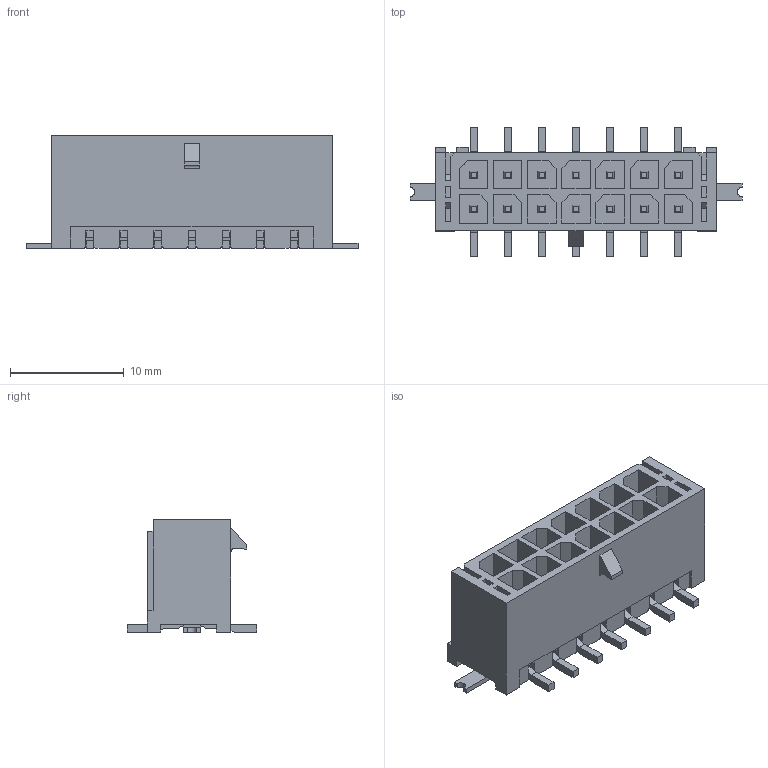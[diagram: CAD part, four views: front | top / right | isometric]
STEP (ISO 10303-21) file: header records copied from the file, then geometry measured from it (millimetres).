
FILE_DESCRIPTION(/* description */ ('Unknown'),/* implementation_level */ '2;1');
FILE_NAME(/* name */ 'J_Wurth_WR-MPC3_662014231822',/* time_stamp */ '2025-06-06T09:43:14+08:00',/* author */ ('Unknown'),/* organization */ ('Unknown'),/* preprocessor_version */ 'ST-DEVELOPER v19.4',/* originating_system */ 'Solid Edge',/* authorisation */ 'Unknown');
FILE_SCHEMA (('AUTOMOTIVE_DESIGN {1 0 10303 214 3 1 1}'));
Length unit declared in the file: millimetre
Products named in the file (2): J_Wurth_WR-MPC3_662014231822
Assembly tree (1 placements, depth 2):
  J_Wurth_WR-MPC3_662014231822
    J_Wurth_WR-MPC3_662014231822
Bounding box: 29.2 x 11.4 x 9.9 mm (x, y, z)
Volume: 983 mm3; surface area: 2880.9 mm2
Topology: 17 solids, 17 shells, 705 faces, 1978 edges, 1300 vertices
Faces by surface type: plane 670, cylinder 35
Entity records: 22424 total; most frequent: CARTESIAN_POINT 3985, ORIENTED_EDGE 3956, DIRECTION 3462, EDGE_CURVE 1978, LINE 1908, VECTOR 1908, VERTEX_POINT 1300, AXIS2_PLACEMENT_3D 777
